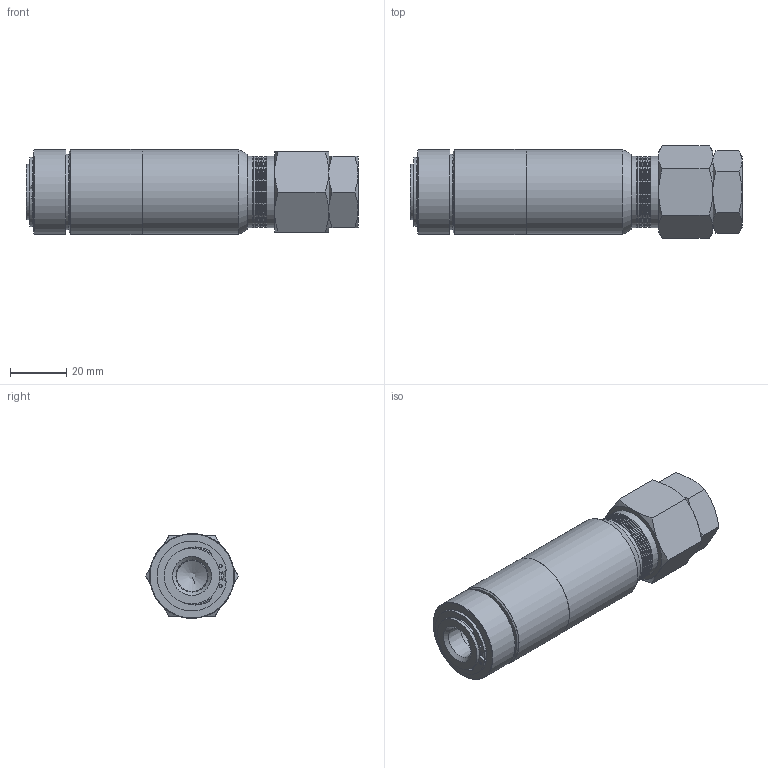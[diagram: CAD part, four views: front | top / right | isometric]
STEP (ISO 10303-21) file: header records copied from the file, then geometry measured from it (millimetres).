
FILE_DESCRIPTION((''),'2;1');
FILE_NAME('31002.stp','2014-01-22T11:49:42',('jml'),(''),'Autodesk Inventor 2010','Autodesk Inventor 2010','');
FILE_SCHEMA(('AUTOMOTIVE_DESIGN { 1 0 10303 214 1 1 1 1 }'));
Length unit declared in the file: inch
Products named in the file (8): 31002 (LevelofDetail1); 221128; 221129; 320159; 320160; 320161; 910 O-RING; 918078
Assembly tree (7 placements, depth 2):
  31002 (LevelofDetail1)
    221128
    221129
    320159
    320160
    320161
    910 O-RING
    918078
Bounding box: 118.36 x 33 x 30.31 mm (x, y, z)
Volume: 70838.3 mm3; surface area: 39009.3 mm2
Topology: 7 solids, 8 shells, 245 faces, 591 edges, 360 vertices
Faces by surface type: cylinder 100, cone 72, plane 53, bspline 18, torus 2
Full cylindrical faces by diameter (mm): 1.067 x2, 3.581 x36, 3.962 x4, 8.382 x1, 10.986 x3, 11.43 x1, 11.494 x4, 12.065 x1, 13.335 x1, 13.894 x2, 14.91 x2, 15.824 x2, 17.399 x2, 18.694 x1, 19.685 x1, 19.812 x1, 19.837 x1, 20.549 x1, 21.565 x1, 22.047 x1, 22.225 x2, 22.53 x1, 23.749 x2, 24.232 x1, 25.349 x8, 27 x1, 30.175 x2, 30.328 x1
Entity records: 7755 total; most frequent: CARTESIAN_POINT 2917, DIRECTION 976, ORIENTED_EDGE 720, EDGE_LOOP 481, AXIS2_PLACEMENT_3D 472, EDGE_CURVE 360, VERTEX_POINT 287, FACE_OUTER_BOUND 245
